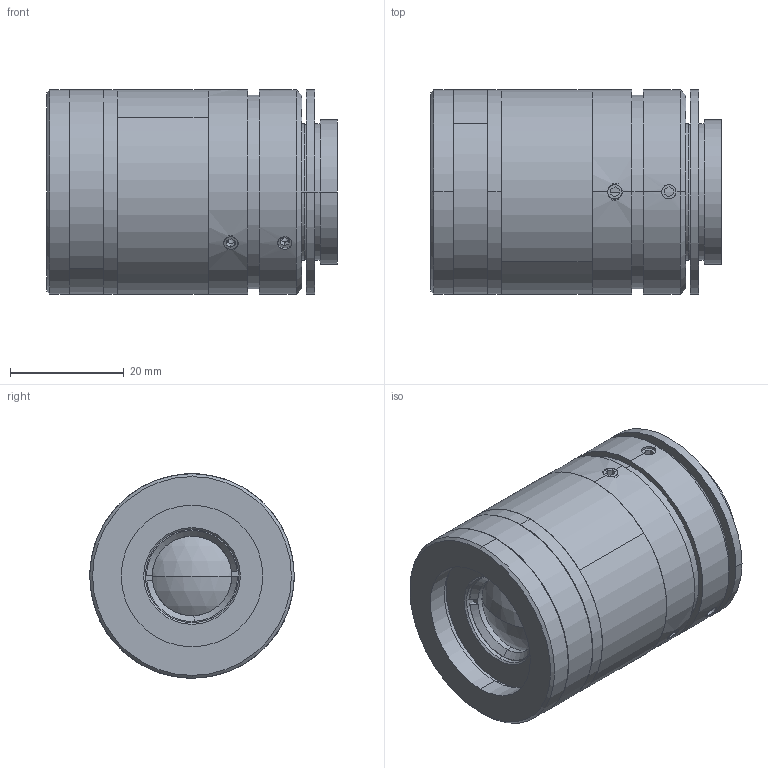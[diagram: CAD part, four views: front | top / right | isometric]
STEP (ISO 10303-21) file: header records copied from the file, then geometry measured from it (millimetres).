
FILE_DESCRIPTION (( 'STEP AP203' ), '1' );
FILE_NAME ('XF-MH03X128B-1.1C.STEP', '2024-08-07T02:41:34', ( '' ), ( '' ), 'SwSTEP 2.0', 'SolidWorks 2022', '' );
FILE_SCHEMA (( 'CONFIG_CONTROL_DESIGN' ));
Length unit declared in the file: millimetre
Products named in the file (1): XF-MH03X128B-1.1C
Bounding box: 51.13 x 36 x 36 mm (x, y, z)
Surface area: 11487.2 mm2 (no closed solid volume)
Topology: 0 solids, 21 shells, 151 faces, 416 edges, 274 vertices
Faces by surface type: plane 75, cylinder 42, cone 30, sphere 4
Entity records: 5104 total; most frequent: CARTESIAN_POINT 1200, DIRECTION 854, ORIENTED_EDGE 667, EDGE_CURVE 408, AXIS2_PLACEMENT_3D 320, VERTEX_POINT 274, LINE 214, VECTOR 214
